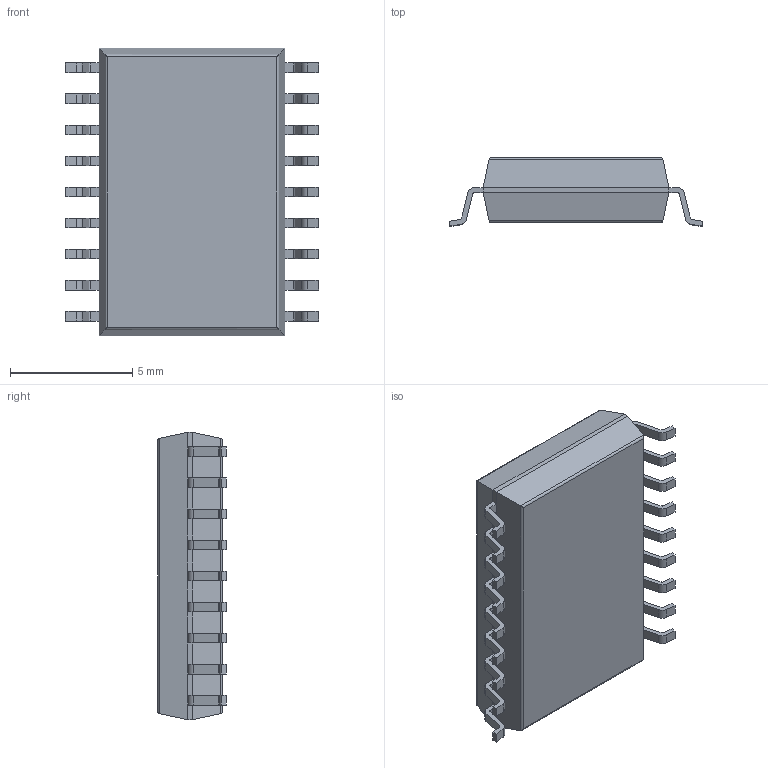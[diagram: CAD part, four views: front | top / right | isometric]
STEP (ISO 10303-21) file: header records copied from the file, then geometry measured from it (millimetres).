
FILE_DESCRIPTION (( 'STEP AP214' ), '1' );
FILE_NAME ('SOIC127P1032X265-18N SOIC RW-18.step', '2011-02-16T08:53:20', ( 'iLLuSioN' ), ( 'Home' ), 'SwSTEP 2.0', 'SolidWorks 2009', '' );
FILE_SCHEMA (( 'AUTOMOTIVE_DESIGN' ));
Length unit declared in the file: millimetre
Products named in the file (1): SOIC127P1032X265-18N SOIC RW-18
Bounding box: 10.38 x 2.8 x 11.75 mm (x, y, z)
Volume: 227.8 mm3; surface area: 309.3 mm2
Topology: 1 solids, 1 shells, 277 faces, 734 edges, 460 vertices
Faces by surface type: plane 195, cylinder 82
Entity records: 11502 total; most frequent: CARTESIAN_POINT 1496, ORIENTED_EDGE 1468, DIRECTION 1430, EDGE_CURVE 734, VECTOR 578, LINE 578, VERTEX_POINT 460, AXIS2_PLACEMENT_3D 426
